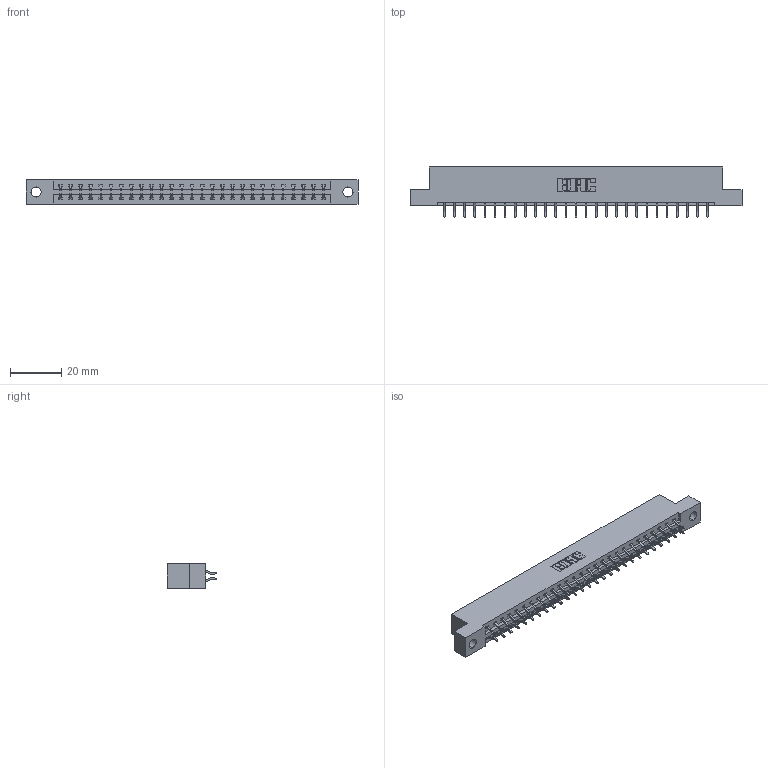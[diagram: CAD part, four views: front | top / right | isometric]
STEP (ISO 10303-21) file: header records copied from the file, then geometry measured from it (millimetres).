
FILE_DESCRIPTION (( 'STEP AP203' ), '1' );
FILE_NAME ('387-054-556-204.STEP', '2019-10-19T05:33:58', ( '' ), ( '' ), 'SwSTEP 2.0', 'SolidWorks 2016', '' );
FILE_SCHEMA (( 'CONFIG_CONTROL_DESIGN' ));
Length unit declared in the file: inch
Products named in the file (3): 345-292-001_556 Tail; 387-054-556-204; 337 Part_Flush Mounting Lugs - 0.156 Dia-TH
Assembly tree (55 placements, depth 2):
  387-054-556-204
    337 Part_Flush Mounting Lugs - 0.156 Dia-TH
    345-292-001_556 Tail  x54
Bounding box: 130 x 19.57 x 9.4 mm (x, y, z)
Volume: 13410.5 mm3; surface area: 14755.3 mm2
Topology: 55 solids, 55 shells, 3354 faces, 9977 edges, 6578 vertices
Faces by surface type: plane 2338, cylinder 1016
Entity records: 23097 total; most frequent: CARTESIAN_POINT 3918, ORIENTED_EDGE 3842, DIRECTION 3349, EDGE_CURVE 1921, VECTOR 1785, LINE 1785, VERTEX_POINT 1278, AXIS2_PLACEMENT_3D 782
